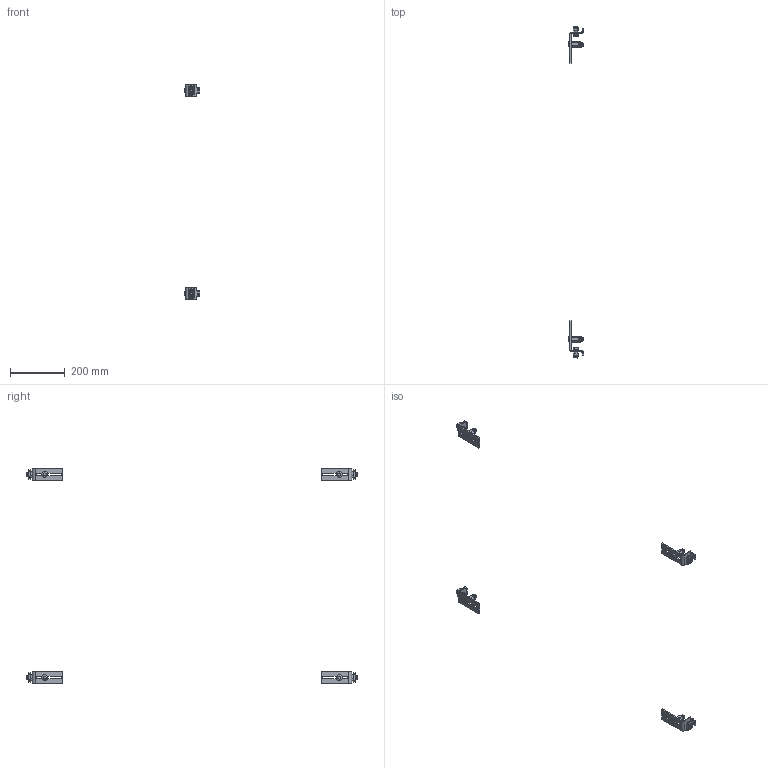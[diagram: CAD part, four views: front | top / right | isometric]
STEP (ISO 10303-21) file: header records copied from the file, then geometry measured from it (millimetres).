
FILE_DESCRIPTION (( 'STEP AP203' ), '1' );
FILE_NAME ('SCE-FSPS4.step', '2021-01-08T15:55:32', ( 'ADC123' ), ( 'Microsoft' ), 'SwSTEP 2.0', 'SolidWorks 2019', '' );
FILE_SCHEMA (( 'CONFIG_CONTROL_DESIGN' ));
Length unit declared in the file: metre
Products named in the file (1): SCE-FSPS4
Bounding box: 55.88 x 1207.46 x 784.23 mm (x, y, z)
Volume: 190468.1 mm3; surface area: 102865.6 mm2
Topology: 24 solids, 24 shells, 1088 faces, 2736 edges, 1592 vertices
Faces by surface type: bspline 404, cylinder 360, plane 300, cone 24
Full cylindrical faces by diameter (mm): 1.245 x8, 9.322 x4, 9.347 x4, 9.474 x4, 9.525 x8, 20.637 x2, 20.638 x2
Entity records: 67693 total; most frequent: CARTESIAN_POINT 46337, ORIENTED_EDGE 4896, DIRECTION 3626, EDGE_CURVE 2448, VERTEX_POINT 1516, AXIS2_PLACEMENT_3D 1361, EDGE_LOOP 1236, FACE_OUTER_BOUND 1156
